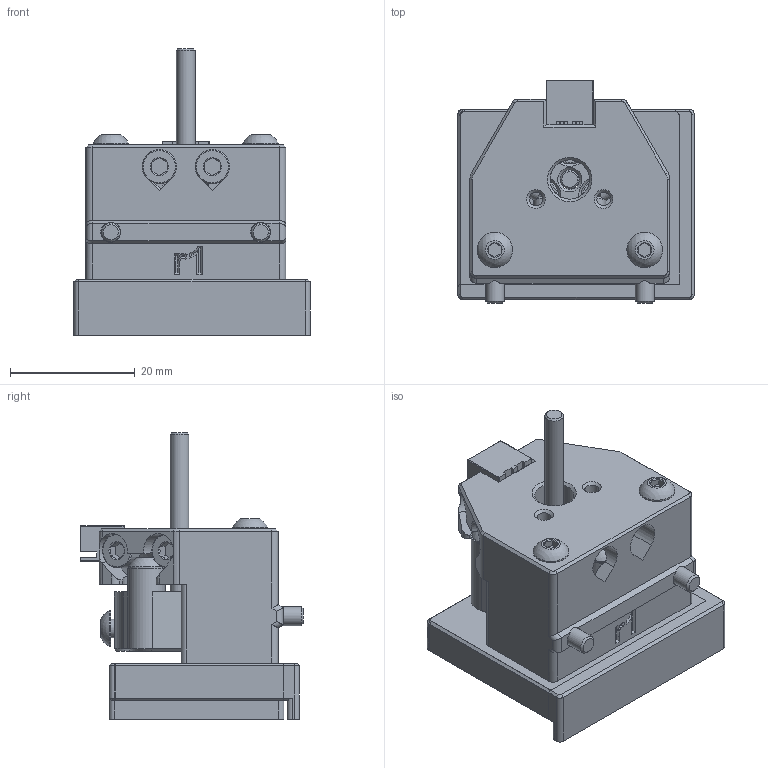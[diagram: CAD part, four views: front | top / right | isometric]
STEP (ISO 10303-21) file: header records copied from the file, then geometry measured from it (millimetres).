
FILE_DESCRIPTION(/* description */ (''),/* implementation_level */ '2;1');
FILE_NAME(/* name */ 'Nudge_All_Bases.step',/* time_stamp */ '2024-04-10T14:59:35-07:00',/* author */ (''),/* organization */ (''),/* preprocessor_version */ 'ST-DEVELOPER v20',/* originating_system */ 'Autodesk Translation Framework v12.20.1.177',/* authorisation */ '');
FILE_SCHEMA (('AUTOMOTIVE_DESIGN { 1 0 10303 214 3 1 1 }'));
Length unit declared in the file: millimetre
Products named in the file (27): Nudge 1515 High 3mm; Mount; Horizontal SHCS; M3x6 SHCS; Magnets; Bases; Floating Base; Indexed Base; M3x25 BHCS v1; Wobbler; Adjustable Dowel; SHCS; M3 Pin; m3_pin_main 35mm; Retention Screw; M3 Hexnut; M3_Hexnut; M3x10 BHCS v1; BHCS; M3x6 BHCS v1; Magnets (1); 6x3mm Magnet; JST XH 2pin; XH2.54-2P (1); XH2.54-2P; Extrusion Screws; M3x12 SHCS v1
Assembly tree (40 placements, depth 5):
  Nudge 1515 High 3mm
    Mount
      Horizontal SHCS
        M3x6 SHCS  x6
      Magnets
        6x3mm Magnet  x3
    Bases
      Floating Base
      Indexed Base
      M3x25 BHCS v1  x2
    Wobbler
      Adjustable Dowel
      SHCS
      M3 Pin
        m3_pin_main 35mm
      Retention Screw
        M3 Hexnut
          M3_Hexnut
        M3x10 BHCS v1
      BHCS
        M3x6 BHCS v1  x3
      Magnets (1)
        6x3mm Magnet  x3
    JST XH 2pin
      XH2.54-2P (1)
        XH2.54-2P
    Extrusion Screws
      M3x12 SHCS v1  x2
Bounding box: 37.85 x 35.58 x 45.9 mm (x, y, z)
Volume: 25080.7 mm3; surface area: 19657.8 mm2
Topology: 27 solids, 27 shells, 919 faces, 2104 edges, 1267 vertices
Faces by surface type: plane 427, cylinder 227, cone 213, torus 28, bspline 14, sphere 10
Full cylindrical faces by diameter (mm): 2.2 x4, 2.75 x13, 3 x22, 3.1 x4, 3.15 x8, 3.2 x4, 5.5 x8, 5.7 x8, 5.94 x3, 6 x17, 6.3 x1, 8 x1
Entity records: 22824 total; most frequent: CARTESIAN_POINT 5083, DIRECTION 3714, ORIENTED_EDGE 3482, EDGE_CURVE 1741, AXIS2_PLACEMENT_3D 1376, VERTEX_POINT 1075, LINE 962, VECTOR 962
